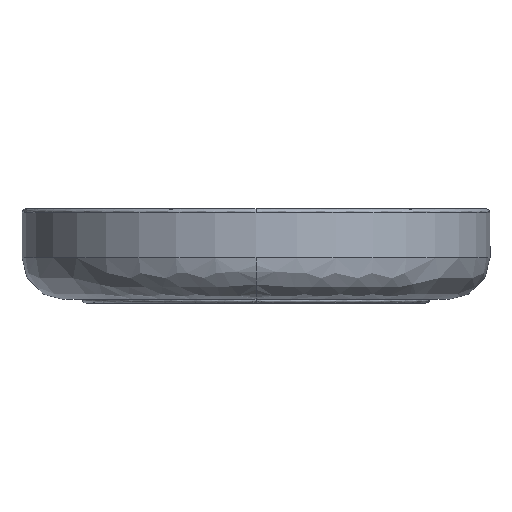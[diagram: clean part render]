
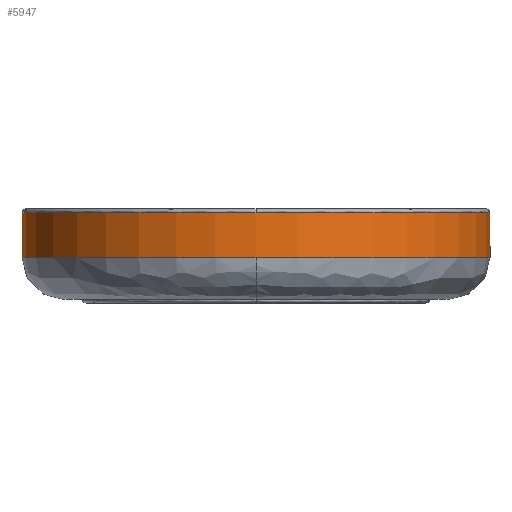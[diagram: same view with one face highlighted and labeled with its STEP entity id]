
A CAD part, left-side view. The second image highlights one B-rep face of the part: STEP entity #5947.
In plain terms, the highlighted cylindrical face has radius 6.2 mm (diameter 12.4 mm), a partial arc.
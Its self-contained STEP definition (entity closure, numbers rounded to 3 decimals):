
#384 = ORIENTED_EDGE ( 'NONE', *, *, #8910, .F. ) ;
#845 = CARTESIAN_POINT ( 'NONE',  ( 0., 0., 6.2 ) ) ;
#1013 = VERTEX_POINT ( 'NONE', #7803 ) ;
#1165 = VERTEX_POINT ( 'NONE', #12883 ) ;
#2458 = DIRECTION ( 'NONE',  ( 0., 1., 0. ) ) ;
#3374 = CARTESIAN_POINT ( 'NONE',  ( 0., 1.3, 0. ) ) ;
#4465 = CARTESIAN_POINT ( 'NONE',  ( 0., 0., 0. ) ) ;
#4513 = DIRECTION ( 'NONE',  ( 0., -1., 0. ) ) ;
#5672 = DIRECTION ( 'NONE',  ( 0., -1., 0. ) ) ;
#5947 = ADVANCED_FACE ( 'NONE', ( #11864 ), #9706, .T. ) ;
#6146 = CARTESIAN_POINT ( 'NONE',  ( 0., 0.1, 6.2 ) ) ;
#6631 = ORIENTED_EDGE ( 'NONE', *, *, #25364, .T. ) ;
#6878 = VECTOR ( 'NONE', #24812, 1000. ) ;
#7803 = CARTESIAN_POINT ( 'NONE',  ( -6.2, 1.3, 0. ) ) ;
#8296 = CIRCLE ( 'NONE', #11084, 6.2 ) ;
#8910 = EDGE_CURVE ( 'NONE', #24280, #18912, #14102, .T. ) ;
#9706 = CYLINDRICAL_SURFACE ( 'NONE', #19981, 6.2 ) ;
#9875 = CARTESIAN_POINT ( 'NONE',  ( -6.2, 0.1, 0. ) ) ;
#10044 = CARTESIAN_POINT ( 'NONE',  ( 0., 0., -6.2 ) ) ;
#10853 = AXIS2_PLACEMENT_3D ( 'NONE', #3374, #5672, #18648 ) ;
#10980 = DIRECTION ( 'NONE',  ( 1., 0., 0. ) ) ;
#11084 = AXIS2_PLACEMENT_3D ( 'NONE', #16953, #25554, #19529 ) ;
#11153 = DIRECTION ( 'NONE',  ( 1., 0., 0. ) ) ;
#11216 = EDGE_CURVE ( 'NONE', #12690, #1165, #11642, .T. ) ;
#11269 = CARTESIAN_POINT ( 'NONE',  ( 0., 0.1, 0. ) ) ;
#11642 = LINE ( 'NONE', #10044, #13485 ) ;
#11740 = CARTESIAN_POINT ( 'NONE',  ( 0., 0.1, -6.2 ) ) ;
#11864 = FACE_OUTER_BOUND ( 'NONE', #18008, .T. ) ;
#12690 = VERTEX_POINT ( 'NONE', #11740 ) ;
#12827 = ORIENTED_EDGE ( 'NONE', *, *, #18938, .T. ) ;
#12883 = CARTESIAN_POINT ( 'NONE',  ( 0., 1.3, -6.2 ) ) ;
#13485 = VECTOR ( 'NONE', #25115, 1000. ) ;
#14102 = CIRCLE ( 'NONE', #21416, 6.2 ) ;
#15140 = DIRECTION ( 'NONE',  ( 0., 0., 1. ) ) ;
#15804 = ORIENTED_EDGE ( 'NONE', *, *, #24159, .T. ) ;
#16763 = EDGE_CURVE ( 'NONE', #18912, #12690, #23531, .T. ) ;
#16953 = CARTESIAN_POINT ( 'NONE',  ( 0., 1.3, 0. ) ) ;
#17604 = AXIS2_PLACEMENT_3D ( 'NONE', #11269, #21884, #10980 ) ;
#18008 = EDGE_LOOP ( 'NONE', ( #23832, #21952, #384, #6631, #12827, #15804 ) ) ;
#18648 = DIRECTION ( 'NONE',  ( 0., 0., 1. ) ) ;
#18837 = VERTEX_POINT ( 'NONE', #28230 ) ;
#18912 = VERTEX_POINT ( 'NONE', #9875 ) ;
#18938 = EDGE_CURVE ( 'NONE', #18837, #1013, #25521, .T. ) ;
#19529 = DIRECTION ( 'NONE',  ( 0., 0., 1. ) ) ;
#19981 = AXIS2_PLACEMENT_3D ( 'NONE', #4465, #2458, #15140 ) ;
#21416 = AXIS2_PLACEMENT_3D ( 'NONE', #26092, #4513, #11153 ) ;
#21884 = DIRECTION ( 'NONE',  ( 0., -1., 0. ) ) ;
#21952 = ORIENTED_EDGE ( 'NONE', *, *, #16763, .F. ) ;
#23531 = CIRCLE ( 'NONE', #17604, 6.2 ) ;
#23832 = ORIENTED_EDGE ( 'NONE', *, *, #11216, .F. ) ;
#24159 = EDGE_CURVE ( 'NONE', #1013, #1165, #8296, .T. ) ;
#24280 = VERTEX_POINT ( 'NONE', #6146 ) ;
#24812 = DIRECTION ( 'NONE',  ( 0., 1., 0. ) ) ;
#25115 = DIRECTION ( 'NONE',  ( 0., 1., 0. ) ) ;
#25364 = EDGE_CURVE ( 'NONE', #24280, #18837, #27369, .T. ) ;
#25521 = CIRCLE ( 'NONE', #10853, 6.2 ) ;
#25554 = DIRECTION ( 'NONE',  ( 0., -1., 0. ) ) ;
#26092 = CARTESIAN_POINT ( 'NONE',  ( 0., 0.1, 0. ) ) ;
#27369 = LINE ( 'NONE', #845, #6878 ) ;
#28230 = CARTESIAN_POINT ( 'NONE',  ( 0., 1.3, 6.2 ) ) ;
